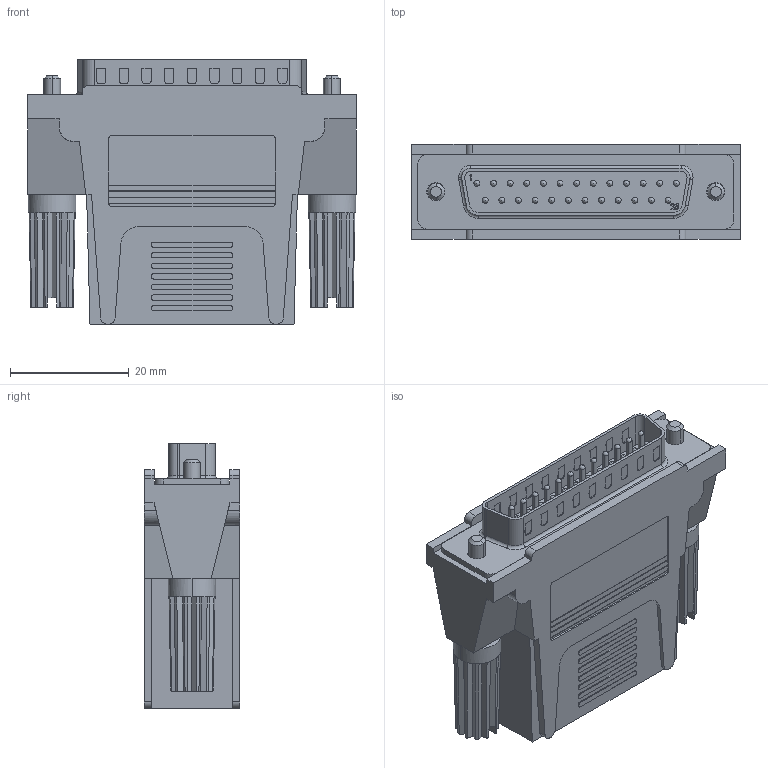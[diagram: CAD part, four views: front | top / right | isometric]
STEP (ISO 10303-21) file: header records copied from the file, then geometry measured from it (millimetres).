
FILE_DESCRIPTION (( 'STEP AP203' ), '1' );
FILE_NAME ('REC258M.STEP', '2006-06-23T20:14:19', ( 'lcom' ), ( 'lcom' ), 'SwSTEP 2.0', 'SolidWorks 2006004', '' );
FILE_SCHEMA (( 'CONFIG_CONTROL_DESIGN' ));
Length unit declared in the file: inch
Products named in the file (7): 1AW03-004_SP16774; REC258-MA1; REC258M; C&P25M; CRIMP&POKE M; 3AA07-038
Assembly tree (31 placements, depth 3):
  REC258M
    1AW03-004_SP16774
    3AA07-038  x2
    REC258-MA1
    C&P25M
      CRIMP&POKE M  x25
      C&P25M
Bounding box: 55.22 x 16 x 44.5 mm (x, y, z)
Volume: 21523.9 mm3; surface area: 18076.3 mm2
Topology: 30 solids, 30 shells, 1453 faces, 3519 edges, 2288 vertices
Faces by surface type: plane 628, cylinder 610, bspline 116, cone 54, sphere 25, torus 20
Entity records: 35943 total; most frequent: CARTESIAN_POINT 9910, ORIENTED_EDGE 5106, DIRECTION 5054, EDGE_CURVE 2553, AXIS2_PLACEMENT_3D 1693, VERTEX_POINT 1685, VECTOR 1668, LINE 1668
